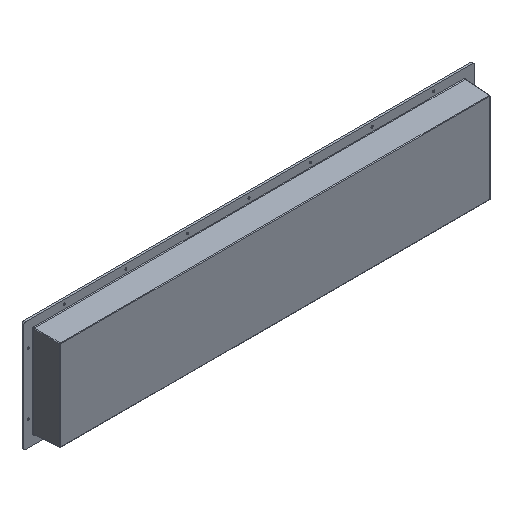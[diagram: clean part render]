
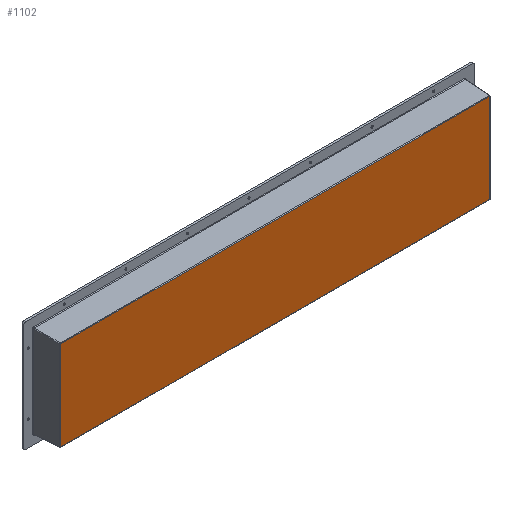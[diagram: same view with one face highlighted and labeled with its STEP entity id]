
A CAD part, isometric view. The second image highlights one B-rep face of the part: STEP entity #1102.
In plain terms, the highlighted planar face has unit normal (0, -1, 0).
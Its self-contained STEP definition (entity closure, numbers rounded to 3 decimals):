
#91 = CARTESIAN_POINT ( 'NONE',  ( -696.962, 0., -144.962 ) ) ;
#357 = VERTEX_POINT ( 'NONE', #4023 ) ;
#378 = VECTOR ( 'NONE', #1415, 1000. ) ;
#577 = ORIENTED_EDGE ( 'NONE', *, *, #3506, .T. ) ;
#598 = VECTOR ( 'NONE', #4104, 1000. ) ;
#655 = DIRECTION ( 'NONE',  ( 0., 1., 0. ) ) ;
#675 = CARTESIAN_POINT ( 'NONE',  ( 0., 0., 0. ) ) ;
#879 = ORIENTED_EDGE ( 'NONE', *, *, #1885, .T. ) ;
#929 = DIRECTION ( 'NONE',  ( 1., 0., 0. ) ) ;
#1102 = ADVANCED_FACE ( 'NONE', ( #3745 ), #2345, .F. ) ;
#1352 = EDGE_CURVE ( 'NONE', #2110, #4293, #3581, .T. ) ;
#1415 = DIRECTION ( 'NONE',  ( 0., 0., 1. ) ) ;
#1494 = CARTESIAN_POINT ( 'NONE',  ( 0., 0., 144.962 ) ) ;
#1498 = VECTOR ( 'NONE', #3287, 1000. ) ;
#1683 = DIRECTION ( 'NONE',  ( 0., 0., 1. ) ) ;
#1885 = EDGE_CURVE ( 'NONE', #4314, #357, #2652, .T. ) ;
#2110 = VERTEX_POINT ( 'NONE', #2367 ) ;
#2345 = PLANE ( 'NONE',  #3453 ) ;
#2367 = CARTESIAN_POINT ( 'NONE',  ( 696.962, 0., 144.962 ) ) ;
#2652 = LINE ( 'NONE', #4388, #2913 ) ;
#2761 = LINE ( 'NONE', #3819, #378 ) ;
#2807 = EDGE_LOOP ( 'NONE', ( #4154, #3749, #879, #577 ) ) ;
#2913 = VECTOR ( 'NONE', #929, 1000. ) ;
#2985 = EDGE_CURVE ( 'NONE', #4293, #4314, #4124, .T. ) ;
#3117 = CARTESIAN_POINT ( 'NONE',  ( -696.962, 0., 144.962 ) ) ;
#3287 = DIRECTION ( 'NONE',  ( -1., 0., 0. ) ) ;
#3372 = CARTESIAN_POINT ( 'NONE',  ( -696.962, 0., 0. ) ) ;
#3453 = AXIS2_PLACEMENT_3D ( 'NONE', #675, #655, #1683 ) ;
#3506 = EDGE_CURVE ( 'NONE', #357, #2110, #2761, .T. ) ;
#3581 = LINE ( 'NONE', #1494, #1498 ) ;
#3745 = FACE_OUTER_BOUND ( 'NONE', #2807, .T. ) ;
#3749 = ORIENTED_EDGE ( 'NONE', *, *, #2985, .T. ) ;
#3819 = CARTESIAN_POINT ( 'NONE',  ( 696.962, 0., 0. ) ) ;
#4023 = CARTESIAN_POINT ( 'NONE',  ( 696.962, 0., -144.962 ) ) ;
#4104 = DIRECTION ( 'NONE',  ( 0., 0., -1. ) ) ;
#4124 = LINE ( 'NONE', #3372, #598 ) ;
#4154 = ORIENTED_EDGE ( 'NONE', *, *, #1352, .T. ) ;
#4293 = VERTEX_POINT ( 'NONE', #3117 ) ;
#4314 = VERTEX_POINT ( 'NONE', #91 ) ;
#4388 = CARTESIAN_POINT ( 'NONE',  ( 0., 0., -144.962 ) ) ;
